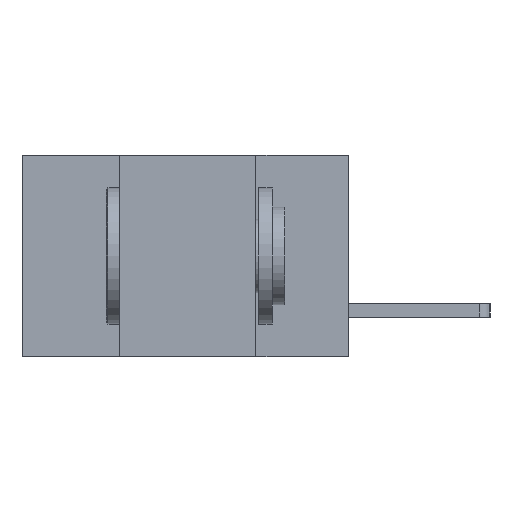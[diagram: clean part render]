
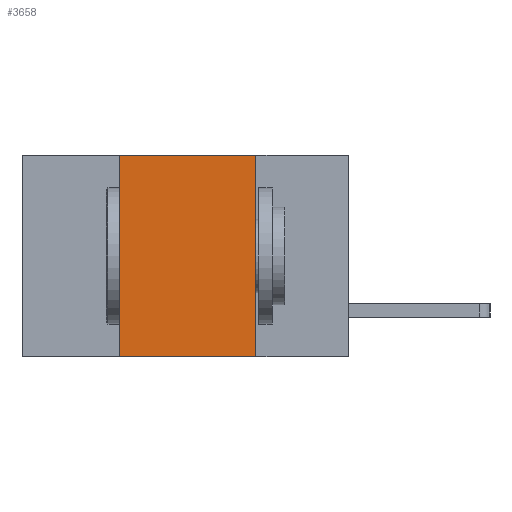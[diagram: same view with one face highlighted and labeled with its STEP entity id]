
A CAD part, left-side view. The second image highlights one B-rep face of the part: STEP entity #3658.
In plain terms, the highlighted planar face has unit normal (-1, 0, 0).
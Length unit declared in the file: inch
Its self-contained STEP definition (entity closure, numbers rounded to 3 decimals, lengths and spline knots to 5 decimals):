
#16 = DIRECTION ( 'NONE',  ( 0., -1., 0. ) ) ;
#237 = VERTEX_POINT ( 'NONE', #4758 ) ;
#293 = LINE ( 'NONE', #5532, #7272 ) ;
#321 = VECTOR ( 'NONE', #1011, 39.37008 ) ;
#732 = CARTESIAN_POINT ( 'NONE',  ( 0., 0.17, -0.37 ) ) ;
#973 = VECTOR ( 'NONE', #16, 39.37008 ) ;
#1011 = DIRECTION ( 'NONE',  ( 0., 0., -1. ) ) ;
#1604 = AXIS2_PLACEMENT_3D ( 'NONE', #7079, #2893, #7798 ) ;
#2189 = EDGE_LOOP ( 'NONE', ( #6979, #6660, #2526, #5370 ) ) ;
#2526 = ORIENTED_EDGE ( 'NONE', *, *, #5997, .F. ) ;
#2760 = VECTOR ( 'NONE', #8259, 39.37008 ) ;
#2893 = DIRECTION ( 'NONE',  ( 1., 0., 0. ) ) ;
#2916 = VERTEX_POINT ( 'NONE', #3455 ) ;
#3455 = CARTESIAN_POINT ( 'NONE',  ( 0., 0.42, -0.37 ) ) ;
#3606 = VERTEX_POINT ( 'NONE', #732 ) ;
#3658 = ADVANCED_FACE ( 'NONE', ( #4897 ), #7022, .F. ) ;
#4066 = CARTESIAN_POINT ( 'NONE',  ( 0., 0.42, -0.37 ) ) ;
#4758 = CARTESIAN_POINT ( 'NONE',  ( 0., 0.17, 0. ) ) ;
#4897 = FACE_OUTER_BOUND ( 'NONE', #2189, .T. ) ;
#4903 = CARTESIAN_POINT ( 'NONE',  ( 0., 0.6, -0.37 ) ) ;
#5370 = ORIENTED_EDGE ( 'NONE', *, *, #7976, .T. ) ;
#5412 = EDGE_CURVE ( 'NONE', #6163, #237, #293, .T. ) ;
#5532 = CARTESIAN_POINT ( 'NONE',  ( 0., 0.6, 0. ) ) ;
#5639 = CARTESIAN_POINT ( 'NONE',  ( 0., 0.42, 0. ) ) ;
#5640 = LINE ( 'NONE', #4066, #2760 ) ;
#5997 = EDGE_CURVE ( 'NONE', #2916, #6163, #5640, .T. ) ;
#6163 = VERTEX_POINT ( 'NONE', #5639 ) ;
#6250 = DIRECTION ( 'NONE',  ( 0., -1., 0. ) ) ;
#6660 = ORIENTED_EDGE ( 'NONE', *, *, #5412, .F. ) ;
#6979 = ORIENTED_EDGE ( 'NONE', *, *, #7609, .F. ) ;
#7022 = PLANE ( 'NONE',  #1604 ) ;
#7079 = CARTESIAN_POINT ( 'NONE',  ( 0., 0.6, 0. ) ) ;
#7252 = CARTESIAN_POINT ( 'NONE',  ( 0., 0.17, -0.37 ) ) ;
#7272 = VECTOR ( 'NONE', #6250, 39.37008 ) ;
#7609 = EDGE_CURVE ( 'NONE', #237, #3606, #7959, .T. ) ;
#7798 = DIRECTION ( 'NONE',  ( 0., 0., -1. ) ) ;
#7959 = LINE ( 'NONE', #7252, #321 ) ;
#7976 = EDGE_CURVE ( 'NONE', #2916, #3606, #8610, .T. ) ;
#8259 = DIRECTION ( 'NONE',  ( 0., 0., 1. ) ) ;
#8610 = LINE ( 'NONE', #4903, #973 ) ;
